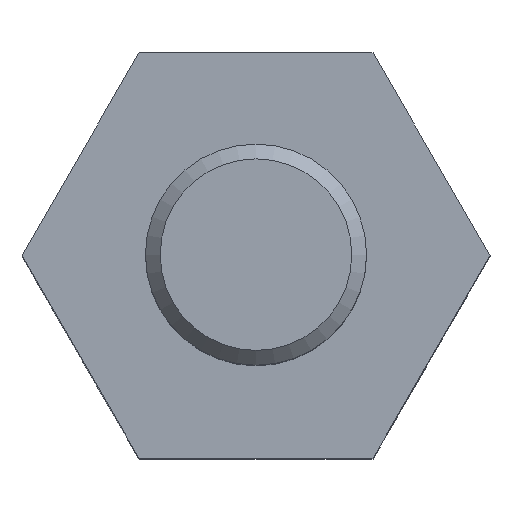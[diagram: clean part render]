
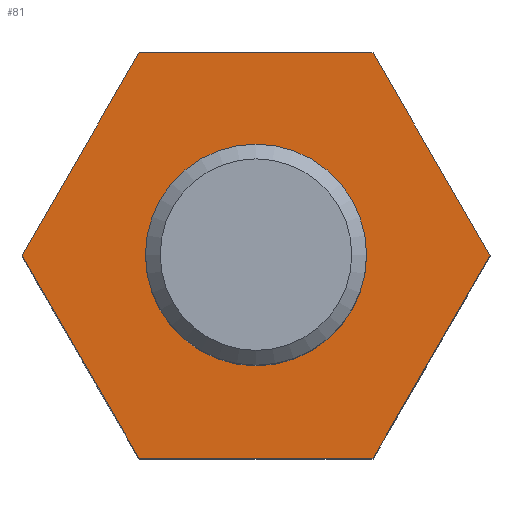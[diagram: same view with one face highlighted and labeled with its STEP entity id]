
A CAD part, top view. The second image highlights one B-rep face of the part: STEP entity #81.
In plain terms, the highlighted planar face has unit normal (0, 0, 1).
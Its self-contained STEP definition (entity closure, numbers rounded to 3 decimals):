
#81 = ADVANCED_FACE( '', ( #172, #173 ), #174, .T. );
#172 = FACE_BOUND( '', #266, .T. );
#173 = FACE_OUTER_BOUND( '', #267, .T. );
#174 = PLANE( '', #268 );
#266 = EDGE_LOOP( '', ( #415 ) );
#267 = EDGE_LOOP( '', ( #416, #417, #418, #419, #420, #421 ) );
#268 = AXIS2_PLACEMENT_3D( '', #422, #423, #424 );
#415 = ORIENTED_EDGE( '', *, *, #516, .T. );
#416 = ORIENTED_EDGE( '', *, *, #535, .T. );
#417 = ORIENTED_EDGE( '', *, *, #495, .T. );
#418 = ORIENTED_EDGE( '', *, *, #507, .T. );
#419 = ORIENTED_EDGE( '', *, *, #536, .T. );
#420 = ORIENTED_EDGE( '', *, *, #529, .T. );
#421 = ORIENTED_EDGE( '', *, *, #486, .T. );
#422 = CARTESIAN_POINT( '', ( 0., 0., 9. ) );
#423 = DIRECTION( '', ( 0., 0., 1. ) );
#424 = DIRECTION( '', ( 1., 0., 0. ) );
#486 = EDGE_CURVE( '', #558, #556, #559, .T. );
#495 = EDGE_CURVE( '', #574, #572, #575, .T. );
#507 = EDGE_CURVE( '', #572, #592, #594, .T. );
#516 = EDGE_CURVE( '', #605, #605, #606, .F. );
#529 = EDGE_CURVE( '', #620, #558, #621, .T. );
#535 = EDGE_CURVE( '', #556, #574, #629, .T. );
#536 = EDGE_CURVE( '', #592, #620, #630, .T. );
#556 = VERTEX_POINT( '', #658 );
#558 = VERTEX_POINT( '', #661 );
#559 = LINE( '', #662, #663 );
#572 = VERTEX_POINT( '', #689 );
#574 = VERTEX_POINT( '', #692 );
#575 = LINE( '', #693, #694 );
#592 = VERTEX_POINT( '', #731 );
#594 = LINE( '', #734, #735 );
#605 = VERTEX_POINT( '', #751 );
#606 = CIRCLE( '', #752, 1.267 );
#620 = VERTEX_POINT( '', #787 );
#621 = LINE( '', #788, #789 );
#629 = LINE( '', #803, #804 );
#630 = LINE( '', #805, #806 );
#658 = CARTESIAN_POINT( '', ( 1.588, 2.75, 9. ) );
#661 = CARTESIAN_POINT( '', ( 3.175, 0., 9. ) );
#662 = CARTESIAN_POINT( '', ( 3.175, 0., 9. ) );
#663 = VECTOR( '', #832, 1000. );
#689 = CARTESIAN_POINT( '', ( -3.175, 0., 9. ) );
#692 = CARTESIAN_POINT( '', ( -1.588, 2.75, 9. ) );
#693 = CARTESIAN_POINT( '', ( -1.588, 2.75, 9. ) );
#694 = VECTOR( '', #841, 1000. );
#731 = CARTESIAN_POINT( '', ( -1.588, -2.75, 9. ) );
#734 = CARTESIAN_POINT( '', ( -3.175, 0., 9. ) );
#735 = VECTOR( '', #853, 1000. );
#751 = CARTESIAN_POINT( '', ( 1.267, 0., 9. ) );
#752 = AXIS2_PLACEMENT_3D( '', #869, #870, #871 );
#787 = CARTESIAN_POINT( '', ( 1.588, -2.75, 9. ) );
#788 = CARTESIAN_POINT( '', ( 1.588, -2.75, 9. ) );
#789 = VECTOR( '', #878, 1000. );
#803 = CARTESIAN_POINT( '', ( 1.588, 2.75, 9. ) );
#804 = VECTOR( '', #883, 1000. );
#805 = CARTESIAN_POINT( '', ( -1.588, -2.75, 9. ) );
#806 = VECTOR( '', #884, 1000. );
#832 = DIRECTION( '', ( -0.5, 0.866, 0. ) );
#841 = DIRECTION( '', ( -0.5, -0.866, 0. ) );
#853 = DIRECTION( '', ( 0.5, -0.866, 0. ) );
#869 = CARTESIAN_POINT( '', ( 0., 0., 9. ) );
#870 = DIRECTION( '', ( 0., 0., 1. ) );
#871 = DIRECTION( '', ( 1., 0., 0. ) );
#878 = DIRECTION( '', ( 0.5, 0.866, 0. ) );
#883 = DIRECTION( '', ( -1., 0., 0. ) );
#884 = DIRECTION( '', ( 1., 0., 0. ) );
